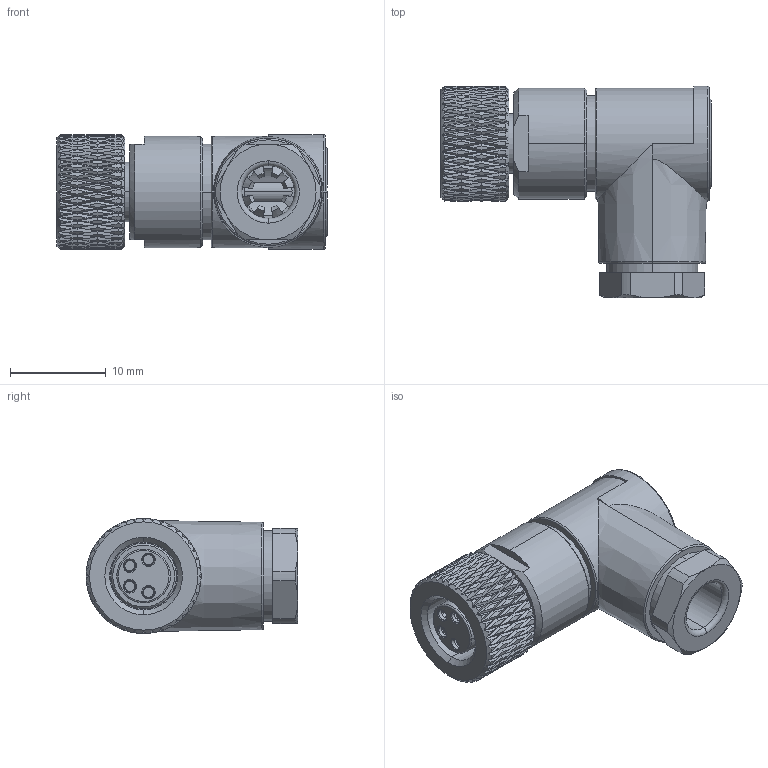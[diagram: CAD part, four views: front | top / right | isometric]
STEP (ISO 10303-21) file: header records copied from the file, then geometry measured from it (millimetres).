
FILE_DESCRIPTION (( 'STEP AP203' ), '1' );
FILE_NAME ('M8 4P母弯头焊接组装式.STEP', '2020-06-02T12:38:38', ( 'edpusr' ), ( 'Microsoft' ), 'SwSTEP 2.0', 'SolidWorks 2015', '' );
FILE_SCHEMA (( 'CONFIG_CONTROL_DESIGN' ));
Length unit declared in the file: millimetre
Products named in the file (1): M8 4P母弯头焊接组装式
Bounding box: 28.2 x 22.1 x 12 mm (x, y, z)
Volume: 2929.9 mm3; surface area: 4026.3 mm2
Topology: 1 solids, 11 shells, 1316 faces, 3069 edges, 1819 vertices
Faces by surface type: bspline 657, cylinder 325, plane 211, cone 101, torus 22
Entity records: 46920 total; most frequent: CARTESIAN_POINT 21926, ORIENTED_EDGE 6138, DIRECTION 3338, EDGE_CURVE 3069, VERTEX_POINT 1819, B_SPLINE_CURVE_WITH_KNOTS 1633, EDGE_LOOP 1366, ADVANCED_FACE 1316
